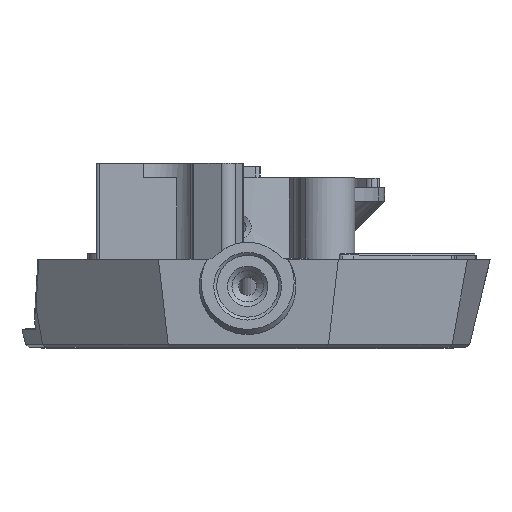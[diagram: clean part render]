
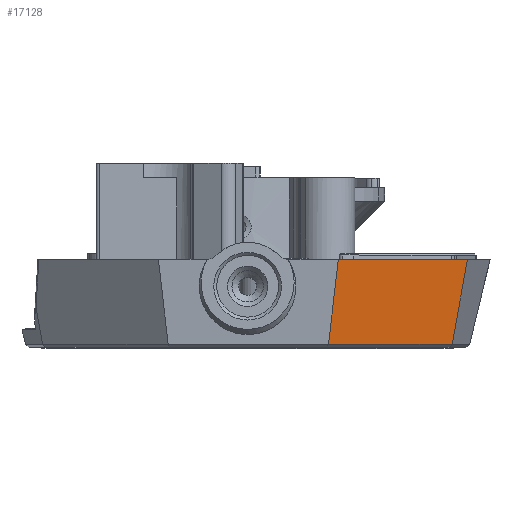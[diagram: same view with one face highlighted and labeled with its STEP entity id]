
A CAD part, top view. The second image highlights one B-rep face of the part: STEP entity #17128.
In plain terms, the highlighted planar face has unit normal (0.622, -0.139, 0.771).
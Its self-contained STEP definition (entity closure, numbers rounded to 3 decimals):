
#17058=CARTESIAN_POINT('',(186.455,-7.825,115.671));
#17059=VERTEX_POINT('',#17058);
#17073=CARTESIAN_POINT('',(188.499,3.578,116.081));
#17074=VERTEX_POINT('',#17073);
#17081=CARTESIAN_POINT('',(188.499,3.578,116.081));
#17082=DIRECTION('',(-0.176,-0.984,-0.035));
#17083=VECTOR('',#17082,11.593);
#17084=LINE('',#17081,#17083);
#17085=EDGE_CURVE('',#17074,#17059,#17084,.T.);
#17090=CARTESIAN_POINT('',(181.236,6.929,122.547));
#17091=DIRECTION('',(-0.622,0.139,-0.771));
#17092=DIRECTION('',(-0.778,-0.,0.628));
#17093=AXIS2_PLACEMENT_3D('',#17090,#17091,#17092);
#17094=PLANE('',#17093);
#17095=CARTESIAN_POINT('',(169.852,-7.825,129.069));
#17096=VERTEX_POINT('',#17095);
#17097=CARTESIAN_POINT('',(169.849,-7.823,129.071));
#17098=VERTEX_POINT('',#17097);
#17099=CARTESIAN_POINT('',(169.852,-7.825,129.069));
#17100=DIRECTION('',(-0.606,0.537,0.586));
#17101=VECTOR('',#17100,0.004);
#17102=LINE('',#17099,#17101);
#17103=EDGE_CURVE('',#17096,#17098,#17102,.T.);
#17104=ORIENTED_EDGE('',*,*,#17103,.F.);
#17105=CARTESIAN_POINT('',(186.455,-7.825,115.671));
#17106=DIRECTION('',(-0.778,0.,0.628));
#17107=VECTOR('',#17106,21.335);
#17108=LINE('',#17105,#17107);
#17109=EDGE_CURVE('',#17059,#17096,#17108,.T.);
#17110=ORIENTED_EDGE('',*,*,#17109,.F.);
#17111=ORIENTED_EDGE('',*,*,#17085,.F.);
#17112=CARTESIAN_POINT('',(171.165,3.578,130.069));
#17113=VERTEX_POINT('',#17112);
#17114=CARTESIAN_POINT('',(171.165,3.578,130.069));
#17115=DIRECTION('',(0.778,-0.,-0.628));
#17116=VECTOR('',#17115,22.274);
#17117=LINE('',#17114,#17116);
#17118=EDGE_CURVE('',#17113,#17074,#17117,.T.);
#17119=ORIENTED_EDGE('',*,*,#17118,.F.);
#17120=CARTESIAN_POINT('',(169.849,-7.823,129.071));
#17121=DIRECTION('',(0.114,0.99,0.087));
#17122=VECTOR('',#17121,11.52);
#17123=LINE('',#17120,#17122);
#17124=EDGE_CURVE('',#17098,#17113,#17123,.T.);
#17125=ORIENTED_EDGE('',*,*,#17124,.F.);
#17126=EDGE_LOOP('',(#17104,#17110,#17111,#17119,#17125));
#17127=FACE_BOUND('',#17126,.T.);
#17128=ADVANCED_FACE('',(#17127),#17094,.F.);
